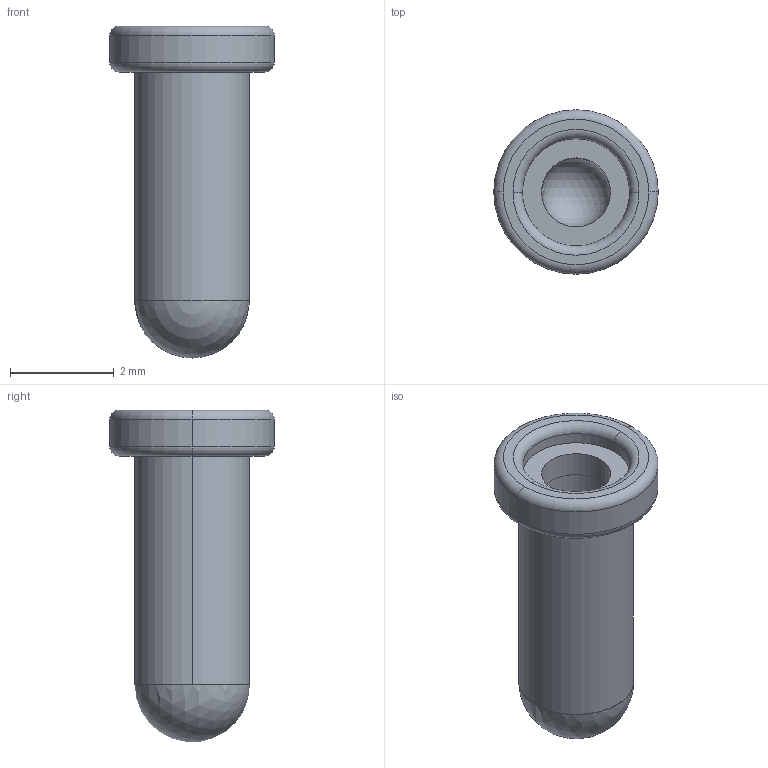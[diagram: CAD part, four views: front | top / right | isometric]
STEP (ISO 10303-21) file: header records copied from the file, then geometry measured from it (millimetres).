
FILE_DESCRIPTION((''),'2;1');
FILE_NAME('TYCO_380598-2.stp','2011-09-27T14:03:33',(''),(''),'Mechanical Desktop 2011','Mechanical Desktop 2011',', , ');
FILE_SCHEMA(('AUTOMOTIVE_DESIGN { 1 2 10303 214 1 1 1 1 }'));
Length unit declared in the file: millimetre
Products named in the file (1): Product
Bounding box: 3.17 x 3.17 x 6.41 mm (x, y, z)
Volume: 18.1 mm3; surface area: 91.8 mm2
Topology: 3 solids, 3 shells, 24 faces, 51 edges, 31 vertices
Faces by surface type: cylinder 10, plane 6, torus 6, sphere 2
Entity records: 671 total; most frequent: DIRECTION 130, CARTESIAN_POINT 99, ORIENTED_EDGE 90, AXIS2_PLACEMENT_3D 60, EDGE_CURVE 45, CIRCLE 35, EDGE_LOOP 30, VERTEX_POINT 29
